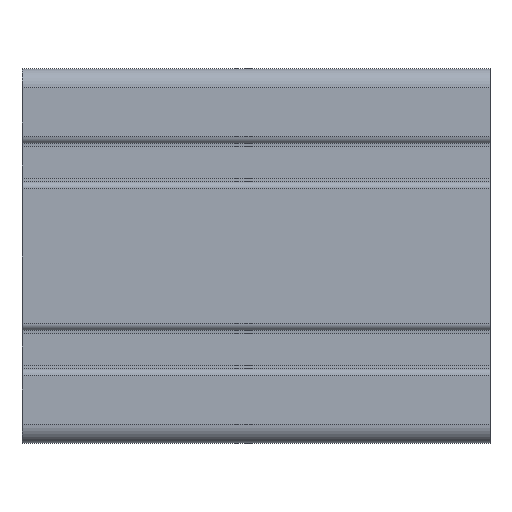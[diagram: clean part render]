
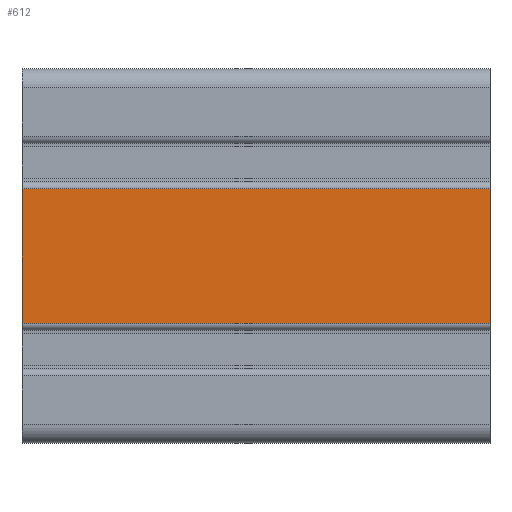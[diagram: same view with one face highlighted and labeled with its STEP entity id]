
A CAD part, left-side view. The second image highlights one B-rep face of the part: STEP entity #612.
In plain terms, the highlighted planar face has unit normal (-1, 0, 0).
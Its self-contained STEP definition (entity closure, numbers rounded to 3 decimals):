
#612 = ADVANCED_FACE( '', ( #1267 ), #1268, .F. );
#1267 = FACE_OUTER_BOUND( '', #1962, .T. );
#1268 = PLANE( '', #1963 );
#1962 = EDGE_LOOP( '', ( #3769, #3770, #3771, #3772 ) );
#1963 = AXIS2_PLACEMENT_3D( '', #3773, #3774, #3775 );
#3769 = ORIENTED_EDGE( '', *, *, #4701, .T. );
#3770 = ORIENTED_EDGE( '', *, *, #4389, .F. );
#3771 = ORIENTED_EDGE( '', *, *, #5118, .F. );
#3772 = ORIENTED_EDGE( '', *, *, #4827, .T. );
#3773 = CARTESIAN_POINT( '', ( -20., 100., 14.4 ) );
#3774 = DIRECTION( '', ( 1., 0., 0. ) );
#3775 = DIRECTION( '', ( 0., 0., -1. ) );
#4389 = EDGE_CURVE( '', #5331, #5326, #5333, .T. );
#4701 = EDGE_CURVE( '', #5861, #5326, #5862, .T. );
#4827 = EDGE_CURVE( '', #6066, #5861, #6067, .T. );
#5118 = EDGE_CURVE( '', #6066, #5331, #6441, .T. );
#5326 = VERTEX_POINT( '', #6696 );
#5331 = VERTEX_POINT( '', #6702 );
#5333 = LINE( '', #6704, #6705 );
#5861 = VERTEX_POINT( '', #7415 );
#5862 = LINE( '', #7416, #7417 );
#6066 = VERTEX_POINT( '', #7674 );
#6067 = LINE( '', #7675, #7676 );
#6441 = LINE( '', #8174, #8175 );
#6696 = CARTESIAN_POINT( '', ( -20., 0., 14.4 ) );
#6702 = CARTESIAN_POINT( '', ( -20., 100., 14.4 ) );
#6704 = CARTESIAN_POINT( '', ( -20., 100., 14.4 ) );
#6705 = VECTOR( '', #8387, 1000. );
#7415 = CARTESIAN_POINT( '', ( -20., 0., -14.4 ) );
#7416 = CARTESIAN_POINT( '', ( -20., 0., 14.4 ) );
#7417 = VECTOR( '', #8765, 1000. );
#7674 = CARTESIAN_POINT( '', ( -20., 100., -14.4 ) );
#7675 = CARTESIAN_POINT( '', ( -20., 100., -14.4 ) );
#7676 = VECTOR( '', #9032, 1000. );
#8174 = CARTESIAN_POINT( '', ( -20., 100., 14.4 ) );
#8175 = VECTOR( '', #9343, 1000. );
#8387 = DIRECTION( '', ( 0., -1., 0. ) );
#8765 = DIRECTION( '', ( 0., 0., 1. ) );
#9032 = DIRECTION( '', ( 0., -1., 0. ) );
#9343 = DIRECTION( '', ( 0., 0., 1. ) );
